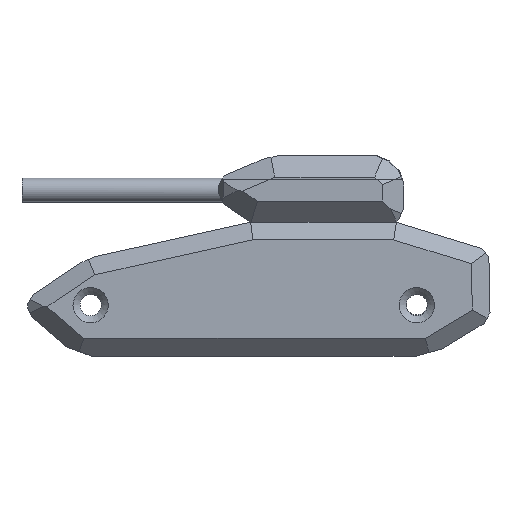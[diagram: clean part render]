
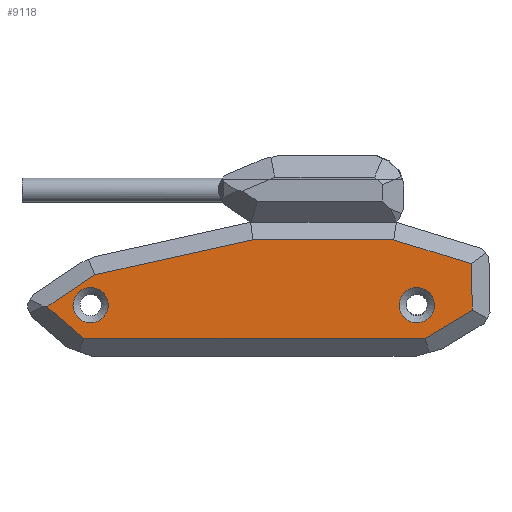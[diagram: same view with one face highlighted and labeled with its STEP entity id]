
A CAD part, front view. The second image highlights one B-rep face of the part: STEP entity #9118.
In plain terms, the highlighted planar face has unit normal (0, -1, 0).
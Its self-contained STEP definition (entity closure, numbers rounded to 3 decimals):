
#161=FACE_BOUND('',#1277,.T.);
#162=FACE_BOUND('',#1278,.T.);
#344=PLANE('',#9820);
#730=FACE_OUTER_BOUND('',#1276,.T.);
#1276=EDGE_LOOP('',(#7097,#7098,#7099,#7100,#7101,#7102,#7103,#7104));
#1277=EDGE_LOOP('',(#7105));
#1278=EDGE_LOOP('',(#7106));
#2024=LINE('',#14116,#2997);
#2025=LINE('',#14118,#2998);
#2026=LINE('',#14120,#2999);
#2027=LINE('',#14122,#3000);
#2028=LINE('',#14124,#3001);
#2029=LINE('',#14126,#3002);
#2030=LINE('',#14128,#3003);
#2031=LINE('',#14129,#3004);
#2997=VECTOR('',#11373,10.);
#2998=VECTOR('',#11374,10.);
#2999=VECTOR('',#11375,10.);
#3000=VECTOR('',#11376,10.);
#3001=VECTOR('',#11377,10.);
#3002=VECTOR('',#11378,10.);
#3003=VECTOR('',#11379,10.);
#3004=VECTOR('',#11380,10.);
#3679=CIRCLE('',#9818,12.5);
#3681=CIRCLE('',#9821,12.5);
#4257=VERTEX_POINT('',#14108);
#4259=VERTEX_POINT('',#14114);
#4260=VERTEX_POINT('',#14115);
#4261=VERTEX_POINT('',#14117);
#4262=VERTEX_POINT('',#14119);
#4263=VERTEX_POINT('',#14121);
#4264=VERTEX_POINT('',#14123);
#4265=VERTEX_POINT('',#14125);
#4266=VERTEX_POINT('',#14127);
#4267=VERTEX_POINT('',#14130);
#5299=EDGE_CURVE('',#4257,#4257,#3679,.T.);
#5302=EDGE_CURVE('',#4259,#4260,#2024,.T.);
#5303=EDGE_CURVE('',#4261,#4259,#2025,.T.);
#5304=EDGE_CURVE('',#4262,#4261,#2026,.T.);
#5305=EDGE_CURVE('',#4263,#4262,#2027,.T.);
#5306=EDGE_CURVE('',#4264,#4263,#2028,.T.);
#5307=EDGE_CURVE('',#4265,#4264,#2029,.T.);
#5308=EDGE_CURVE('',#4266,#4265,#2030,.T.);
#5309=EDGE_CURVE('',#4260,#4266,#2031,.T.);
#5310=EDGE_CURVE('',#4267,#4267,#3681,.T.);
#7097=ORIENTED_EDGE('',*,*,#5302,.F.);
#7098=ORIENTED_EDGE('',*,*,#5303,.F.);
#7099=ORIENTED_EDGE('',*,*,#5304,.F.);
#7100=ORIENTED_EDGE('',*,*,#5305,.F.);
#7101=ORIENTED_EDGE('',*,*,#5306,.F.);
#7102=ORIENTED_EDGE('',*,*,#5307,.F.);
#7103=ORIENTED_EDGE('',*,*,#5308,.F.);
#7104=ORIENTED_EDGE('',*,*,#5309,.F.);
#7105=ORIENTED_EDGE('',*,*,#5310,.F.);
#7106=ORIENTED_EDGE('',*,*,#5299,.F.);
#9118=ADVANCED_FACE('',(#730,#161,#162),#344,.T.);
#9818=AXIS2_PLACEMENT_3D('',#14109,#11366,#11367);
#9820=AXIS2_PLACEMENT_3D('',#14113,#11371,#11372);
#9821=AXIS2_PLACEMENT_3D('',#14131,#11381,#11382);
#11366=DIRECTION('center_axis',(0.,-1.,0.));
#11367=DIRECTION('ref_axis',(1.,0.,0.));
#11371=DIRECTION('center_axis',(0.,-1.,0.));
#11372=DIRECTION('ref_axis',(0.,0.,-1.));
#11373=DIRECTION('',(-0.759,0.,0.651));
#11374=DIRECTION('',(-1.,0.,0.));
#11375=DIRECTION('',(-0.856,0.,-0.517));
#11376=DIRECTION('',(0.02,0.,-1.));
#11377=DIRECTION('',(0.956,0.,-0.292));
#11378=DIRECTION('',(1.,0.,-0.001));
#11379=DIRECTION('',(0.976,0.,0.216));
#11380=DIRECTION('',(0.832,0.,0.555));
#11381=DIRECTION('center_axis',(0.,-1.,0.));
#11382=DIRECTION('ref_axis',(1.,0.,0.));
#14108=CARTESIAN_POINT('',(-3.1,-140.,36.1));
#14109=CARTESIAN_POINT('Origin',(9.4,-140.,36.1));
#14113=CARTESIAN_POINT('Origin',(128.751,-140.,47.442));
#14114=CARTESIAN_POINT('',(4.624,-140.,12.5));
#14115=CARTESIAN_POINT('',(-21.556,-140.,34.94));
#14116=CARTESIAN_POINT('',(16.025,-140.,2.728));
#14117=CARTESIAN_POINT('',(246.518,-140.,12.5));
#14118=CARTESIAN_POINT('',(64.376,-140.,12.5));
#14119=CARTESIAN_POINT('',(279.859,-140.,32.638));
#14120=CARTESIAN_POINT('',(209.615,-140.,-9.789));
#14121=CARTESIAN_POINT('',(279.198,-140.,65.46));
#14122=CARTESIAN_POINT('',(279.752,-140.,37.95));
#14123=CARTESIAN_POINT('',(224.171,-140.,82.283));
#14124=CARTESIAN_POINT('',(217.254,-140.,84.398));
#14125=CARTESIAN_POINT('',(124.26,-140.,82.383));
#14126=CARTESIAN_POINT('',(177.409,-140.,82.33));
#14127=CARTESIAN_POINT('',(12.416,-140.,57.59));
#14128=CARTESIAN_POINT('',(123.38,-140.,82.188));
#14129=CARTESIAN_POINT('',(51.315,-140.,83.525));
#14130=CARTESIAN_POINT('',(228.1,-140.,36.1));
#14131=CARTESIAN_POINT('Origin',(240.6,-140.,36.1));
